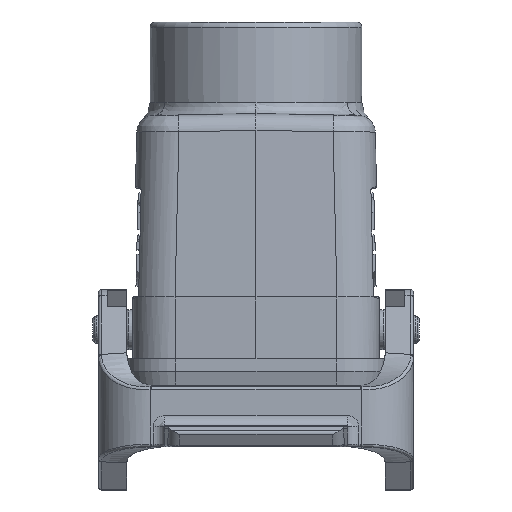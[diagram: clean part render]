
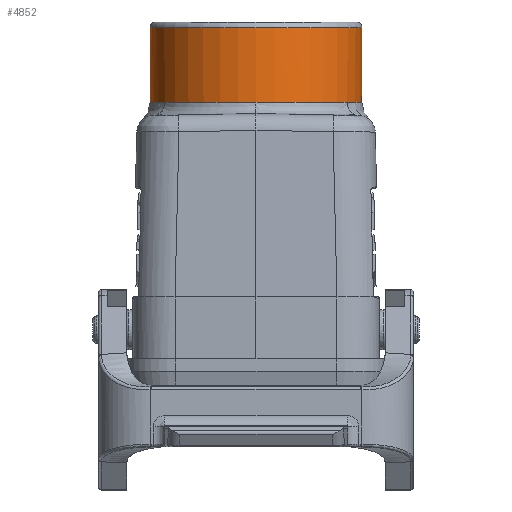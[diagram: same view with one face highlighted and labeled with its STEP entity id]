
A CAD part, left-side view. The second image highlights one B-rep face of the part: STEP entity #4852.
In plain terms, the highlighted cylindrical face has radius 18.5 mm (diameter 37 mm), a full revolution.
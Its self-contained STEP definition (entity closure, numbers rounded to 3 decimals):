
#3490=FACE_BOUND('',#7538,.T.);
#3491=FACE_BOUND('',#7539,.T.);
#3736=CYLINDRICAL_SURFACE('',#25564,18.5);
#4121=CIRCLE('',#25563,18.5);
#4852=ADVANCED_FACE('',(#3490,#3491),#3736,.T.);
#7538=EDGE_LOOP('',(#11270));
#7539=EDGE_LOOP('',(#11271,#11272,#11273,#11274,#11275,#11276));
#11270=ORIENTED_EDGE('',*,*,#16645,.T.);
#11271=ORIENTED_EDGE('',*,*,#16640,.T.);
#11272=ORIENTED_EDGE('',*,*,#16637,.T.);
#11273=ORIENTED_EDGE('',*,*,#16634,.T.);
#11274=ORIENTED_EDGE('',*,*,#16631,.T.);
#11275=ORIENTED_EDGE('',*,*,#16628,.T.);
#11276=ORIENTED_EDGE('',*,*,#16643,.T.);
#14426=VERTEX_POINT('',#39768);
#14428=VERTEX_POINT('',#39776);
#14430=VERTEX_POINT('',#39857);
#14432=VERTEX_POINT('',#39896);
#14434=VERTEX_POINT('',#39935);
#14436=VERTEX_POINT('',#40016);
#14438=VERTEX_POINT('',#40082);
#16628=EDGE_CURVE('',#14428,#14426,#18031,.T.);
#16631=EDGE_CURVE('',#14430,#14428,#18033,.T.);
#16634=EDGE_CURVE('',#14432,#14430,#18035,.T.);
#16637=EDGE_CURVE('',#14434,#14432,#18037,.T.);
#16640=EDGE_CURVE('',#14436,#14434,#18039,.T.);
#16643=EDGE_CURVE('',#14426,#14436,#18041,.T.);
#16645=EDGE_CURVE('',#14438,#14438,#4121,.T.);
#18031=B_SPLINE_CURVE_WITH_KNOTS('',3,(#39770,#39771,#39772,#39773,#39774,
#39775),.UNSPECIFIED.,.F.,.F.,(4,2,4),(0.,0.5,1.),.UNSPECIFIED.);
#18033=B_SPLINE_CURVE_WITH_KNOTS('',3,(#39851,#39852,#39853,#39854,#39855,
#39856),.UNSPECIFIED.,.F.,.F.,(4,2,4),(0.,0.5,1.),.UNSPECIFIED.);
#18035=B_SPLINE_CURVE_WITH_KNOTS('',3,(#39890,#39891,#39892,#39893,#39894,
#39895),.UNSPECIFIED.,.F.,.F.,(4,2,4),(0.,0.5,1.),.UNSPECIFIED.);
#18037=B_SPLINE_CURVE_WITH_KNOTS('',3,(#39929,#39930,#39931,#39932,#39933,
#39934),.UNSPECIFIED.,.F.,.F.,(4,2,4),(0.,0.5,1.),.UNSPECIFIED.);
#18039=B_SPLINE_CURVE_WITH_KNOTS('',3,(#40010,#40011,#40012,#40013,#40014,
#40015),.UNSPECIFIED.,.F.,.F.,(4,2,4),(0.,0.5,1.),.UNSPECIFIED.);
#18041=B_SPLINE_CURVE_WITH_KNOTS('',3,(#40047,#40048,#40049,#40050,#40051,
#40052),.UNSPECIFIED.,.F.,.F.,(4,2,4),(0.,0.5,1.),.UNSPECIFIED.);
#25563=AXIS2_PLACEMENT_3D('',#40081,#29224,#29225);
#25564=AXIS2_PLACEMENT_3D('',#40083,#29226,#29227);
#29224=DIRECTION('',(0.,0.,-1.));
#29225=DIRECTION('',(-1.,0.,0.));
#29226=DIRECTION('',(0.,0.,1.));
#29227=DIRECTION('',(1.,0.,0.));
#39768=CARTESIAN_POINT('',(9.436,-15.913,37.85));
#39770=CARTESIAN_POINT('',(-9.436,-15.913,37.85));
#39771=CARTESIAN_POINT('',(-6.597,-17.596,37.85));
#39772=CARTESIAN_POINT('',(-3.301,-18.5,37.85));
#39773=CARTESIAN_POINT('',(3.301,-18.5,37.85));
#39774=CARTESIAN_POINT('',(6.597,-17.596,37.85));
#39775=CARTESIAN_POINT('',(9.436,-15.913,37.85));
#39776=CARTESIAN_POINT('',(-9.436,-15.913,37.85));
#39851=CARTESIAN_POINT('',(-18.5,0.,37.85));
#39852=CARTESIAN_POINT('',(-18.5,-3.193,37.85));
#39853=CARTESIAN_POINT('',(-17.655,-6.382,37.85));
#39854=CARTESIAN_POINT('',(-14.495,-11.931,37.85));
#39855=CARTESIAN_POINT('',(-12.182,-14.284,37.85));
#39856=CARTESIAN_POINT('',(-9.436,-15.913,37.85));
#39857=CARTESIAN_POINT('',(-18.5,0.,37.85));
#39890=CARTESIAN_POINT('',(-9.436,15.912,37.85));
#39891=CARTESIAN_POINT('',(-12.183,14.284,37.85));
#39892=CARTESIAN_POINT('',(-14.495,11.931,37.85));
#39893=CARTESIAN_POINT('',(-17.655,6.382,37.85));
#39894=CARTESIAN_POINT('',(-18.5,3.193,37.85));
#39895=CARTESIAN_POINT('',(-18.5,0.,37.85));
#39896=CARTESIAN_POINT('',(-9.436,15.912,37.85));
#39929=CARTESIAN_POINT('',(9.436,15.913,37.85));
#39930=CARTESIAN_POINT('',(6.597,17.596,37.85));
#39931=CARTESIAN_POINT('',(3.301,18.5,37.85));
#39932=CARTESIAN_POINT('',(-3.301,18.5,37.85));
#39933=CARTESIAN_POINT('',(-6.597,17.596,37.85));
#39934=CARTESIAN_POINT('',(-9.436,15.912,37.85));
#39935=CARTESIAN_POINT('',(9.436,15.913,37.85));
#40010=CARTESIAN_POINT('',(18.5,0.,37.85));
#40011=CARTESIAN_POINT('',(18.5,3.193,37.85));
#40012=CARTESIAN_POINT('',(17.655,6.382,37.85));
#40013=CARTESIAN_POINT('',(14.495,11.931,37.85));
#40014=CARTESIAN_POINT('',(12.182,14.284,37.85));
#40015=CARTESIAN_POINT('',(9.436,15.913,37.85));
#40016=CARTESIAN_POINT('',(18.5,0.,37.85));
#40047=CARTESIAN_POINT('',(9.436,-15.913,37.85));
#40048=CARTESIAN_POINT('',(12.183,-14.284,37.85));
#40049=CARTESIAN_POINT('',(14.495,-11.931,37.85));
#40050=CARTESIAN_POINT('',(17.655,-6.382,37.85));
#40051=CARTESIAN_POINT('',(18.5,-3.193,37.85));
#40052=CARTESIAN_POINT('',(18.5,0.,37.85));
#40081=CARTESIAN_POINT('',(0.,0.,50.85));
#40082=CARTESIAN_POINT('',(-18.5,0.,50.85));
#40083=CARTESIAN_POINT('',(0.,0.,35.35));
